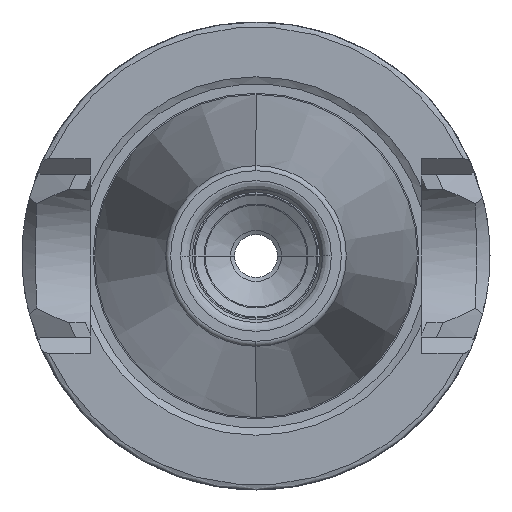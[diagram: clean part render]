
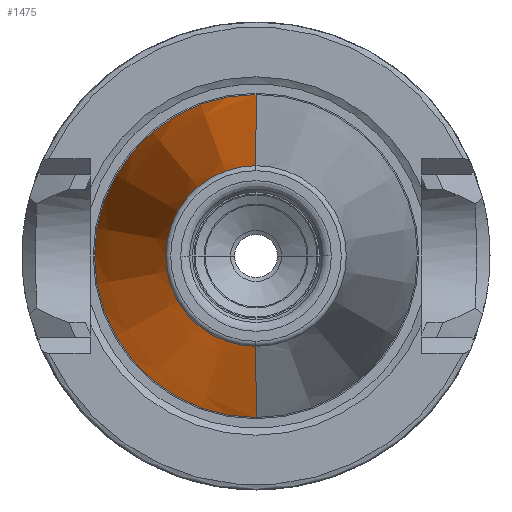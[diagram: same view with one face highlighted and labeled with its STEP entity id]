
A CAD part, left-side view. The second image highlights one B-rep face of the part: STEP entity #1475.
In plain terms, the highlighted conical face has half-angle 8.297 degrees and reference radius 12.377 mm.
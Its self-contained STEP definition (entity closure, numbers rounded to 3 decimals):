
#2=CARTESIAN_POINT('',(0.,0.,0.));
#3=DIRECTION('',(1.,0.,0.));
#4=DIRECTION('',(0.,0.,-1.));
#5=AXIS2_PLACEMENT_3D('',#2,#3,#4);
#7=CARTESIAN_POINT('',(-47.972,0.,0.));
#8=DIRECTION('',(-1.,0.,0.));
#9=DIRECTION('',(0.,0.,1.));
#10=AXIS2_PLACEMENT_3D('',#7,#8,#9);
#25=DIRECTION('',(-0.99,0.,0.144));
#26=VECTOR('',#25,48.48);
#27=CARTESIAN_POINT('',(0.,0.,
-15.875));
#28=LINE('',#27,#26);
#34=DIRECTION('',(-0.99,0.,-0.144));
#35=VECTOR('',#34,48.48);
#36=CARTESIAN_POINT('',(0.,0.,
15.875));
#37=LINE('',#36,#35);
#1234=CARTESIAN_POINT('',(-47.972,0.,8.879));
#1235=CARTESIAN_POINT('',(-47.972,0.,-8.879));
#1236=VERTEX_POINT('',#1234);
#1237=VERTEX_POINT('',#1235);
#1238=CARTESIAN_POINT('',(0.,0.,15.875));
#1239=CARTESIAN_POINT('',(0.,0.,-15.875));
#1240=VERTEX_POINT('',#1238);
#1241=VERTEX_POINT('',#1239);
#1460=CARTESIAN_POINT('',(-23.986,0.,0.));
#1461=DIRECTION('',(1.,0.,0.));
#1462=DIRECTION('',(0.,0.,1.));
#1463=AXIS2_PLACEMENT_3D('',#1460,#1461,#1462);
#1464=CONICAL_SURFACE('',#1463,12.377,8.297);
#1466=ORIENTED_EDGE('',*,*,#1465,.T.);
#1468=ORIENTED_EDGE('',*,*,#1467,.T.);
#1470=ORIENTED_EDGE('',*,*,#1469,.T.);
#1472=ORIENTED_EDGE('',*,*,#1471,.F.);
#1473=EDGE_LOOP('',(#1466,#1468,#1470,#1472));
#1474=FACE_OUTER_BOUND('',#1473,.F.);
#1475=ADVANCED_FACE('',(#1474),#1464,.T.);
#6=CIRCLE('',#5,15.875);
#11=CIRCLE('',#10,8.879);
#1465=EDGE_CURVE('',#1241,#1240,#6,.T.);
#1467=EDGE_CURVE('',#1240,#1236,#37,.T.);
#1469=EDGE_CURVE('',#1236,#1237,#11,.T.);
#1471=EDGE_CURVE('',#1241,#1237,#28,.T.);
